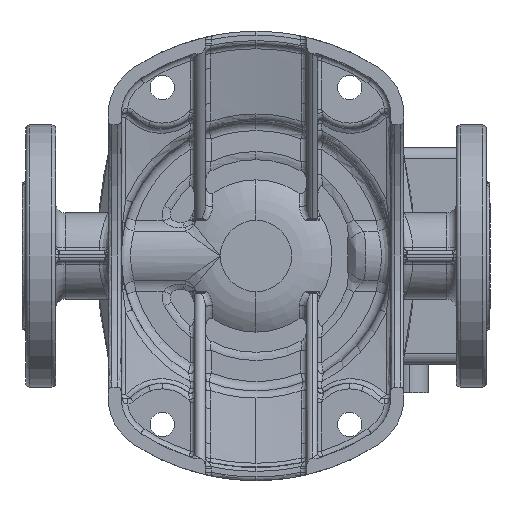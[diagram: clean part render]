
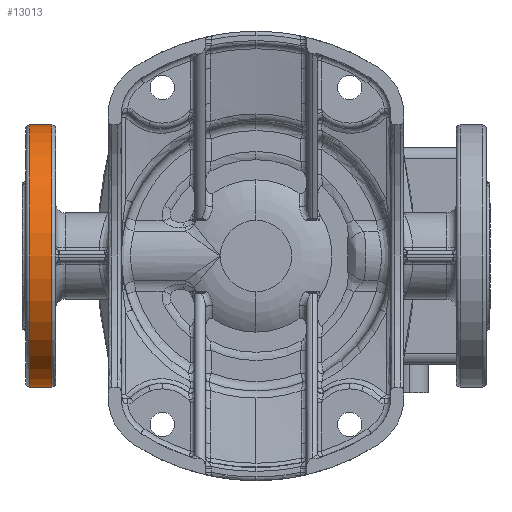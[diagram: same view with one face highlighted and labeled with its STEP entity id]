
A CAD part, front view. The second image highlights one B-rep face of the part: STEP entity #13013.
In plain terms, the highlighted cylindrical face has radius 70 mm (diameter 140 mm), a partial arc.
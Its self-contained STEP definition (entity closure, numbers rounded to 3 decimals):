
#4957 = AXIS2_PLACEMENT_3D ( 'NONE', #51250, #44702, #55057 ) ;
#5155 = EDGE_CURVE ( 'NONE', #26196, #33065, #59192, .T. ) ;
#6026 = DIRECTION ( 'NONE',  ( 1., 0., 0. ) ) ;
#11546 = DIRECTION ( 'NONE',  ( 0., 0., 1. ) ) ;
#13013 = ADVANCED_FACE ( 'NONE', ( #56775 ), #34358, .T. ) ;
#13957 = CARTESIAN_POINT ( 'NONE',  ( -121., 75., 70. ) ) ;
#15711 = CIRCLE ( 'NONE', #54132, 70. ) ;
#17094 = ORIENTED_EDGE ( 'NONE', *, *, #48007, .T. ) ;
#19077 = DIRECTION ( 'NONE',  ( -1., 0., 0. ) ) ;
#19137 = ORIENTED_EDGE ( 'NONE', *, *, #46049, .F. ) ;
#19748 = CARTESIAN_POINT ( 'NONE',  ( -158.478, 75., -70. ) ) ;
#23270 = CARTESIAN_POINT ( 'NONE',  ( -158.478, 75., 70. ) ) ;
#26006 = CARTESIAN_POINT ( 'NONE',  ( -121., 75., -70. ) ) ;
#26196 = VERTEX_POINT ( 'NONE', #64383 ) ;
#31207 = VERTEX_POINT ( 'NONE', #35237 ) ;
#32913 = CARTESIAN_POINT ( 'NONE',  ( -121., 75., 0. ) ) ;
#33065 = VERTEX_POINT ( 'NONE', #13957 ) ;
#34358 = CYLINDRICAL_SURFACE ( 'NONE', #58620, 70. ) ;
#35061 = EDGE_LOOP ( 'NONE', ( #19137, #17094, #60558, #38121 ) ) ;
#35237 = CARTESIAN_POINT ( 'NONE',  ( -109., 75., -70. ) ) ;
#38121 = ORIENTED_EDGE ( 'NONE', *, *, #67268, .T. ) ;
#44702 = DIRECTION ( 'NONE',  ( -1., 0., 0. ) ) ;
#45612 = VECTOR ( 'NONE', #19077, 1000. ) ;
#46049 = EDGE_CURVE ( 'NONE', #31207, #68117, #55994, .T. ) ;
#48007 = EDGE_CURVE ( 'NONE', #31207, #26196, #63345, .T. ) ;
#50244 = DIRECTION ( 'NONE',  ( 0., 0., 1. ) ) ;
#51250 = CARTESIAN_POINT ( 'NONE',  ( -109., 75., 0. ) ) ;
#52815 = VECTOR ( 'NONE', #55026, 1000. ) ;
#54132 = AXIS2_PLACEMENT_3D ( 'NONE', #32913, #6026, #11546 ) ;
#55026 = DIRECTION ( 'NONE',  ( -1., 0., 0. ) ) ;
#55057 = DIRECTION ( 'NONE',  ( 0., 0., 1. ) ) ;
#55419 = DIRECTION ( 'NONE',  ( -1., 0., 0. ) ) ;
#55994 = LINE ( 'NONE', #19748, #45612 ) ;
#56432 = CARTESIAN_POINT ( 'NONE',  ( -158.478, 75., 0. ) ) ;
#56775 = FACE_OUTER_BOUND ( 'NONE', #35061, .T. ) ;
#58620 = AXIS2_PLACEMENT_3D ( 'NONE', #56432, #55419, #50244 ) ;
#59192 = LINE ( 'NONE', #23270, #52815 ) ;
#60558 = ORIENTED_EDGE ( 'NONE', *, *, #5155, .T. ) ;
#63345 = CIRCLE ( 'NONE', #4957, 70. ) ;
#64383 = CARTESIAN_POINT ( 'NONE',  ( -109., 75., 70. ) ) ;
#67268 = EDGE_CURVE ( 'NONE', #33065, #68117, #15711, .T. ) ;
#68117 = VERTEX_POINT ( 'NONE', #26006 ) ;
